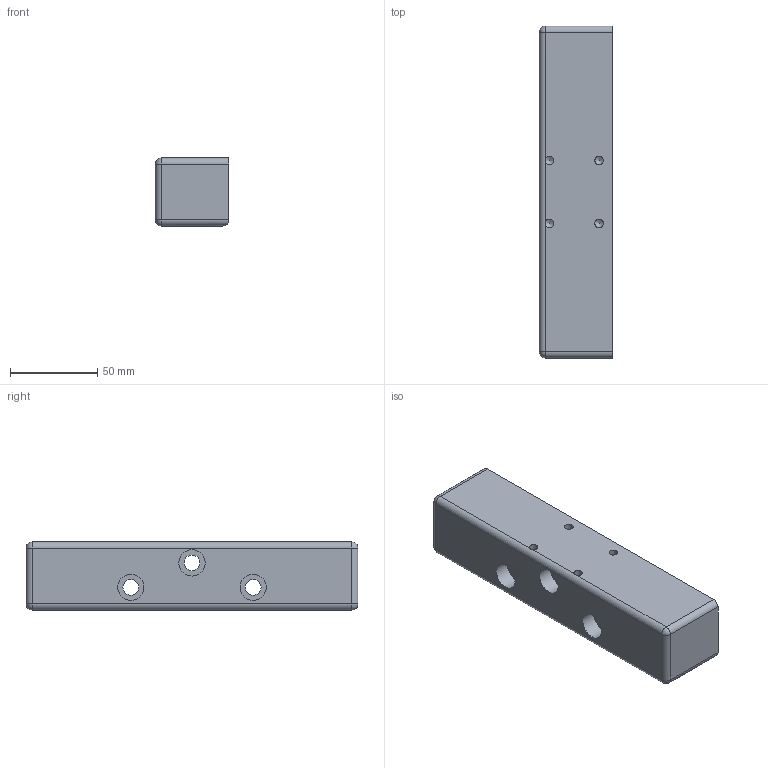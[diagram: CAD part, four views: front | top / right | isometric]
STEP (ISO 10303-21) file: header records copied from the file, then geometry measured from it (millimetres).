
FILE_DESCRIPTION((''),'2;1');
FILE_NAME('SL0195N.ipt.step','2007-09-10T15:13:27',(''),(''),'Autodesk Inventor 11','Autodesk Inventor 11','');
FILE_SCHEMA(('AUTOMOTIVE_DESIGN { 1 0 10303 214 1 1 1 1 }'));
Length unit declared in the file: millimetre
Products named in the file (1): SL0195N
Bounding box: 42 x 190 x 39 mm (x, y, z)
Volume: 295217.6 mm3; surface area: 38641.8 mm2
Topology: 1 solids, 1 shells, 40 faces, 101 edges, 60 vertices
Faces by surface type: bspline 21, cylinder 9, plane 6, sphere 4
Entity records: 1256 total; most frequent: CARTESIAN_POINT 489, DIRECTION 147, ORIENTED_EDGE 134, EDGE_CURVE 67, EDGE_LOOP 65, AXIS2_PLACEMENT_3D 62, VERTEX_POINT 48, CIRCLE 40
